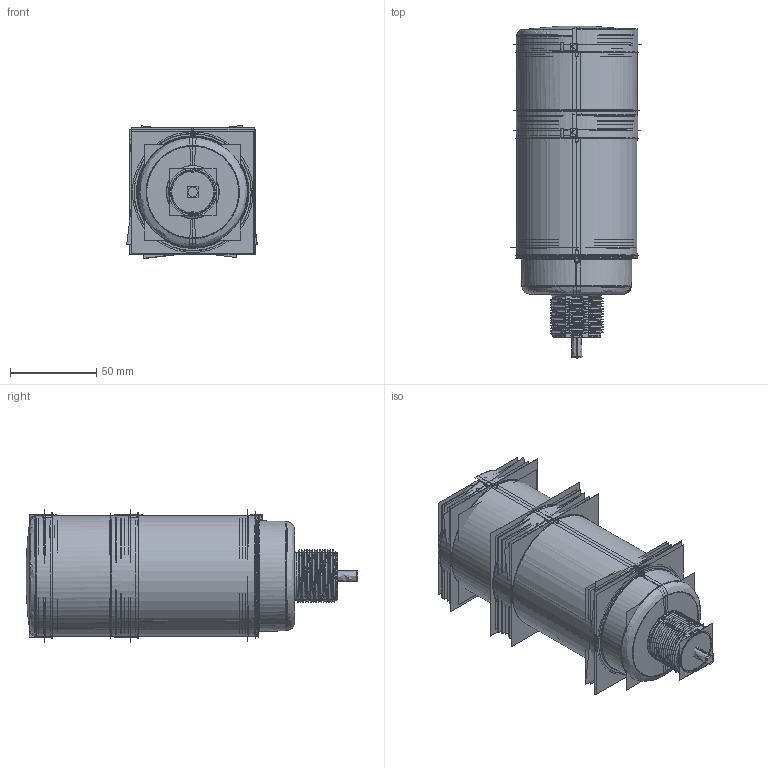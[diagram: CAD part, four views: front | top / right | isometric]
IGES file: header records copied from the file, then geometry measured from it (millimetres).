
Start section:  PTC IGES file: 191421.igs
Global section: file name: 191421.igs; native system: Creo Parametric by Parametric Technology Corporation; preprocessor: 2013230; author: pdmadmin; organization: Unknown; date: 20160225.122019; units: millimetre
Bounding box: 75.65 x 192.3 x 77.3 mm (x, y, z)
Volume: 163672.6 mm3; surface area: 809567.6 mm2
Topology: 7 solids, 9 shells, 3266 faces, 15986 edges, 19934 vertices
Faces by surface type: revolution 1672, bspline 1594
